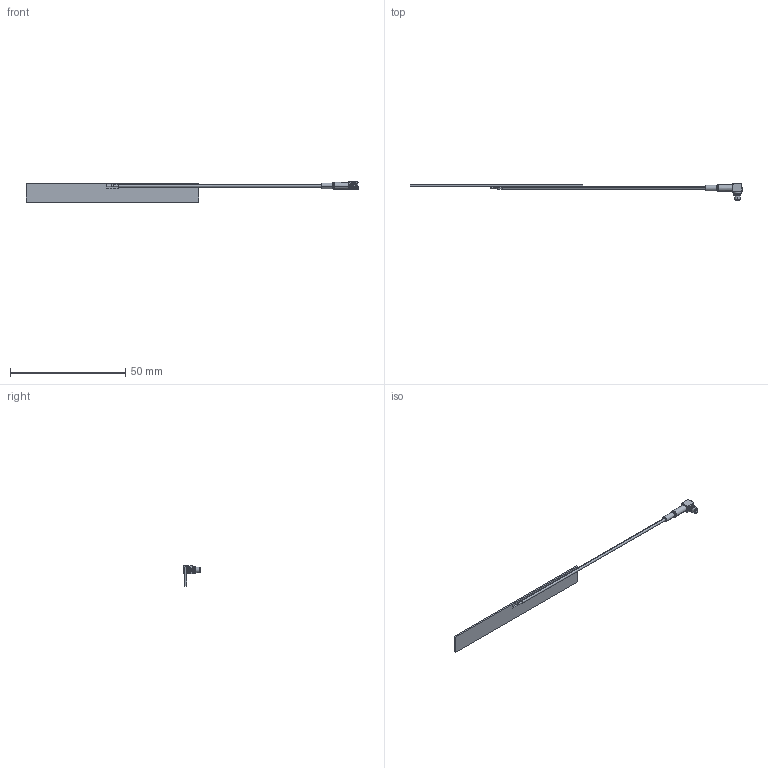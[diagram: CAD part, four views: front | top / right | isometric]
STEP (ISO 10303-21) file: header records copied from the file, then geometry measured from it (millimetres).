
FILE_DESCRIPTION (( 'STEP AP214' ), '1' );
FILE_NAME ('PC30.09.0100A_web.STEP', '2022-03-21T16:07:30', ( '' ), ( '' ), 'SwSTEP 2.0', 'SolidWorks 2018', '' );
FILE_SCHEMA (( 'AUTOMOTIVE_DESIGN' ));
Length unit declared in the file: millimetre
Products named in the file (1): PC30.09.0100A_web
Bounding box: 144 x 7 x 8.85 mm (x, y, z)
Surface area: 1974.2 mm2 (no closed solid volume)
Topology: 0 solids, 10 shells, 121 faces, 421 edges, 349 vertices
Faces by surface type: plane 80, cylinder 21, torus 12, cone 6, bspline 2
Entity records: 10635 total; most frequent: CARTESIAN_POINT 6349, ORIENTED_EDGE 757, B_SPLINE_CURVE_WITH_KNOTS 417, EDGE_CURVE 417, VERTEX_POINT 348, DIRECTION 240, EDGE_LOOP 189, UNCERTAINTY_MEASURE_WITH_UNIT 123
